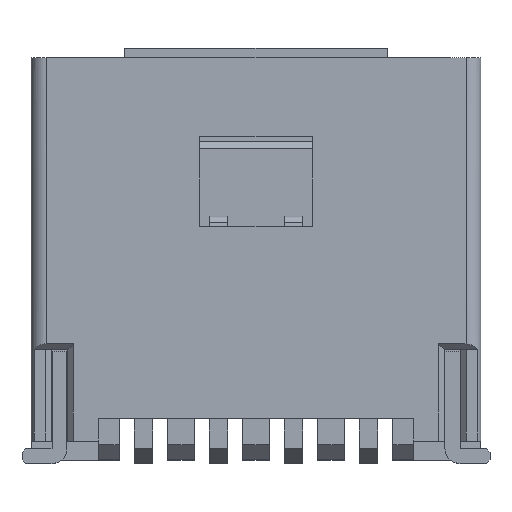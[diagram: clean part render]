
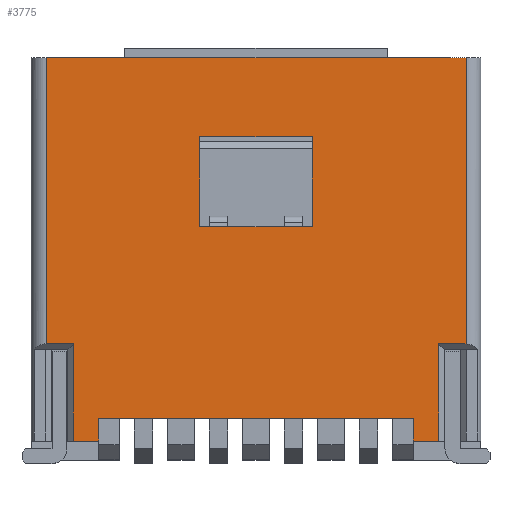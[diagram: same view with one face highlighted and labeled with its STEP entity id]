
A CAD part, top view. The second image highlights one B-rep face of the part: STEP entity #3775.
In plain terms, the highlighted planar face has unit normal (0, 0, 1).
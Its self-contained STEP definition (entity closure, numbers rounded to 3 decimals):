
#246=DIRECTION('',(1.,0.,0.));
#247=VECTOR('',#246,5.6);
#248=CARTESIAN_POINT('',(-2.8,2.685,1.49));
#249=LINE('',#248,#247);
#835=DIRECTION('',(0.,1.,0.));
#836=VECTOR('',#835,1.295);
#837=CARTESIAN_POINT('',(2.435,-2.425,1.49));
#838=LINE('',#837,#836);
#847=DIRECTION('',(0.,1.,0.));
#848=VECTOR('',#847,1.2);
#849=CARTESIAN_POINT('',(0.75,0.435,1.49));
#850=LINE('',#849,#848);
#851=DIRECTION('',(-1.,0.,0.));
#852=VECTOR('',#851,1.5);
#853=CARTESIAN_POINT('',(0.75,1.635,1.49));
#854=LINE('',#853,#852);
#855=DIRECTION('',(0.,-1.,0.));
#856=VECTOR('',#855,1.2);
#857=CARTESIAN_POINT('',(-0.75,1.635,1.49));
#858=LINE('',#857,#856);
#859=DIRECTION('',(1.,0.,0.));
#860=VECTOR('',#859,1.5);
#861=CARTESIAN_POINT('',(-0.75,0.435,1.49));
#862=LINE('',#861,#860);
#863=DIRECTION('',(0.,1.,0.));
#864=VECTOR('',#863,3.815);
#865=CARTESIAN_POINT('',(-2.8,-1.13,1.49));
#866=LINE('',#865,#864);
#867=DIRECTION('',(1.,0.,0.));
#868=VECTOR('',#867,0.335);
#869=CARTESIAN_POINT('',(2.1,-2.425,1.49));
#870=LINE('',#869,#868);
#871=DIRECTION('',(0.,1.,0.));
#872=VECTOR('',#871,0.3);
#873=CARTESIAN_POINT('',(2.1,-2.425,1.49));
#874=LINE('',#873,#872);
#875=DIRECTION('',(-1.,0.,0.));
#876=VECTOR('',#875,4.2);
#877=CARTESIAN_POINT('',(2.1,-2.125,1.49));
#878=LINE('',#877,#876);
#879=DIRECTION('',(0.,1.,0.));
#880=VECTOR('',#879,0.3);
#881=CARTESIAN_POINT('',(-2.1,-2.425,1.49));
#882=LINE('',#881,#880);
#883=DIRECTION('',(1.,0.,0.));
#884=VECTOR('',#883,0.335);
#885=CARTESIAN_POINT('',(-2.435,-2.425,1.49));
#886=LINE('',#885,#884);
#1039=DIRECTION('',(0.,-1.,0.));
#1040=VECTOR('',#1039,1.295);
#1041=CARTESIAN_POINT('',(-2.435,-1.13,1.49));
#1042=LINE('',#1041,#1040);
#1063=CARTESIAN_POINT('',(-2.8,-1.13,1.49));
#1065=DIRECTION('',(-1.,0.,0.));
#1066=VECTOR('',#1065,0.365);
#1067=CARTESIAN_POINT('',(-2.435,-1.13,1.49));
#1068=LINE('',#1067,#1066);
#1193=DIRECTION('',(0.,1.,0.));
#1194=VECTOR('',#1193,3.815);
#1195=CARTESIAN_POINT('',(2.8,-1.13,1.49));
#1196=LINE('',#1195,#1194);
#1197=DIRECTION('',(-1.,0.,0.));
#1198=VECTOR('',#1197,0.365);
#1199=CARTESIAN_POINT('',(2.8,-1.13,1.49));
#1200=LINE('',#1199,#1198);
#2153=CARTESIAN_POINT('',(-2.8,2.685,1.49));
#2154=CARTESIAN_POINT('',(2.8,2.685,1.49));
#2155=VERTEX_POINT('',#2153);
#2156=VERTEX_POINT('',#2154);
#2313=CARTESIAN_POINT('',(-2.435,-1.13,1.49));
#2315=VERTEX_POINT('',#2313);
#2363=CARTESIAN_POINT('',(0.75,0.435,1.49));
#2364=CARTESIAN_POINT('',(0.75,1.635,1.49));
#2365=VERTEX_POINT('',#2363);
#2366=VERTEX_POINT('',#2364);
#2367=CARTESIAN_POINT('',(-0.75,1.635,1.49));
#2368=VERTEX_POINT('',#2367);
#2369=CARTESIAN_POINT('',(-0.75,0.435,1.49));
#2370=VERTEX_POINT('',#2369);
#2447=CARTESIAN_POINT('',(-2.435,-2.425,1.49));
#2449=VERTEX_POINT('',#2447);
#2453=VERTEX_POINT('',#1063);
#2463=CARTESIAN_POINT('',(2.435,-2.425,1.49));
#2465=VERTEX_POINT('',#2463);
#2466=CARTESIAN_POINT('',(2.435,-1.13,1.49));
#2467=VERTEX_POINT('',#2466);
#2470=CARTESIAN_POINT('',(2.8,-1.13,1.49));
#2471=VERTEX_POINT('',#2470);
#2827=CARTESIAN_POINT('',(-2.1,-2.425,1.49));
#2828=CARTESIAN_POINT('',(-2.1,-2.125,1.49));
#2829=VERTEX_POINT('',#2827);
#2830=VERTEX_POINT('',#2828);
#2831=CARTESIAN_POINT('',(2.1,-2.425,1.49));
#2832=CARTESIAN_POINT('',(2.1,-2.125,1.49));
#2833=VERTEX_POINT('',#2831);
#2834=VERTEX_POINT('',#2832);
#3739=CARTESIAN_POINT('',(-2.8,-2.675,1.49));
#3740=DIRECTION('',(0.,0.,1.));
#3741=DIRECTION('',(1.,0.,0.));
#3742=AXIS2_PLACEMENT_3D('',#3739,#3740,#3741);
#3743=PLANE('',#3742);
#3745=ORIENTED_EDGE('',*,*,#3744,.F.);
#3747=ORIENTED_EDGE('',*,*,#3746,.T.);
#3749=ORIENTED_EDGE('',*,*,#3748,.T.);
#3750=ORIENTED_EDGE('',*,*,#3073,.T.);
#3752=ORIENTED_EDGE('',*,*,#3751,.F.);
#3754=ORIENTED_EDGE('',*,*,#3753,.T.);
#3755=ORIENTED_EDGE('',*,*,#3731,.F.);
#3756=ORIENTED_EDGE('',*,*,#3483,.F.);
#3758=ORIENTED_EDGE('',*,*,#3757,.T.);
#3759=ORIENTED_EDGE('',*,*,#3127,.T.);
#3761=ORIENTED_EDGE('',*,*,#3760,.F.);
#3762=ORIENTED_EDGE('',*,*,#3511,.F.);
#3763=EDGE_LOOP('',(#3745,#3747,#3749,#3750,#3752,#3754,#3755,#3756,#3758,#3759,
#3761,#3762));
#3764=FACE_OUTER_BOUND('',#3763,.F.);
#3766=ORIENTED_EDGE('',*,*,#3765,.T.);
#3768=ORIENTED_EDGE('',*,*,#3767,.T.);
#3770=ORIENTED_EDGE('',*,*,#3769,.T.);
#3772=ORIENTED_EDGE('',*,*,#3771,.T.);
#3773=EDGE_LOOP('',(#3766,#3768,#3770,#3772));
#3774=FACE_BOUND('',#3773,.F.);
#3775=ADVANCED_FACE('',(#3764,#3774),#3743,.T.);
#3073=EDGE_CURVE('',#2155,#2156,#249,.T.);
#3127=EDGE_CURVE('',#2834,#2830,#878,.T.);
#3483=EDGE_CURVE('',#2833,#2465,#870,.T.);
#3511=EDGE_CURVE('',#2449,#2829,#886,.T.);
#3731=EDGE_CURVE('',#2465,#2467,#838,.T.);
#3744=EDGE_CURVE('',#2315,#2449,#1042,.T.);
#3746=EDGE_CURVE('',#2315,#2453,#1068,.T.);
#3748=EDGE_CURVE('',#2453,#2155,#866,.T.);
#3751=EDGE_CURVE('',#2471,#2156,#1196,.T.);
#3753=EDGE_CURVE('',#2471,#2467,#1200,.T.);
#3757=EDGE_CURVE('',#2833,#2834,#874,.T.);
#3760=EDGE_CURVE('',#2829,#2830,#882,.T.);
#3765=EDGE_CURVE('',#2365,#2366,#850,.T.);
#3767=EDGE_CURVE('',#2366,#2368,#854,.T.);
#3769=EDGE_CURVE('',#2368,#2370,#858,.T.);
#3771=EDGE_CURVE('',#2370,#2365,#862,.T.);
